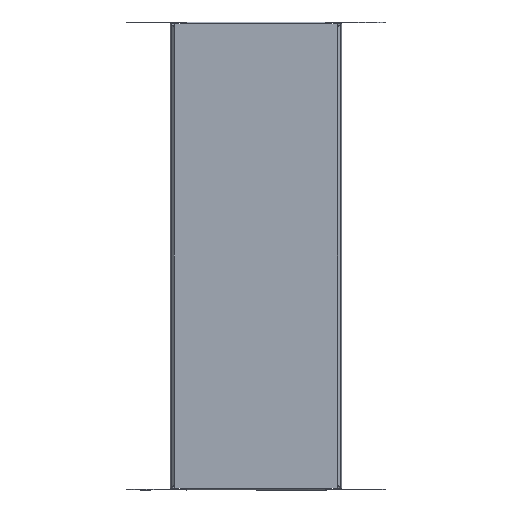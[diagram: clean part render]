
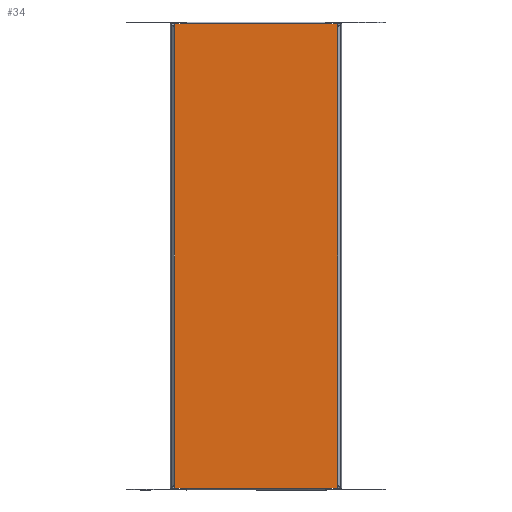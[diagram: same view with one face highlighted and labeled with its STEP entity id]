
A CAD part, front view. The second image highlights one B-rep face of the part: STEP entity #34.
In plain terms, the highlighted planar face has unit normal (0, -1, 0).
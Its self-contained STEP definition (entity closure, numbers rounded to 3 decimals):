
#34=ADVANCED_FACE('',(#134),#1524,.T.);
#134=FACE_OUTER_BOUND('',#234,.T.);
#234=EDGE_LOOP('',(#391,#392,#393,#394,#395,#396,#397,#398,#399,#400,#401,
#402));
#391=ORIENTED_EDGE('',*,*,#862,.T.);
#392=ORIENTED_EDGE('',*,*,#851,.F.);
#393=ORIENTED_EDGE('',*,*,#989,.T.);
#394=ORIENTED_EDGE('',*,*,#863,.T.);
#395=ORIENTED_EDGE('',*,*,#864,.T.);
#396=ORIENTED_EDGE('',*,*,#865,.T.);
#397=ORIENTED_EDGE('',*,*,#866,.T.);
#398=ORIENTED_EDGE('',*,*,#867,.T.);
#399=ORIENTED_EDGE('',*,*,#924,.T.);
#400=ORIENTED_EDGE('',*,*,#868,.T.);
#401=ORIENTED_EDGE('',*,*,#869,.T.);
#402=ORIENTED_EDGE('',*,*,#836,.F.);
#836=EDGE_CURVE('',#1328,#1329,#1179,.T.);
#851=EDGE_CURVE('',#1342,#1341,#1191,.T.);
#862=EDGE_CURVE('',#1328,#1341,#1198,.T.);
#863=EDGE_CURVE('',#1346,#1347,#1199,.T.);
#864=EDGE_CURVE('',#1347,#1348,#1080,.T.);
#865=EDGE_CURVE('',#1348,#1349,#1200,.T.);
#866=EDGE_CURVE('',#1349,#1350,#1201,.T.);
#867=EDGE_CURVE('',#1350,#1351,#1202,.T.);
#868=EDGE_CURVE('',#1352,#1353,#1203,.T.);
#869=EDGE_CURVE('',#1353,#1329,#1081,.T.);
#924=EDGE_CURVE('',#1351,#1352,#1105,.T.);
#989=EDGE_CURVE('',#1342,#1346,#1134,.T.);
#1080=(
BOUNDED_CURVE()
B_SPLINE_CURVE(2,(#3294,#3295,#3296),.UNSPECIFIED.,.F.,.F.)
B_SPLINE_CURVE_WITH_KNOTS((3,3),(0.,1.283),.UNSPECIFIED.)
CURVE()
GEOMETRIC_REPRESENTATION_ITEM()
RATIONAL_B_SPLINE_CURVE((1.,0.981,1.))
REPRESENTATION_ITEM('')
);
#1081=(
BOUNDED_CURVE()
B_SPLINE_CURVE(2,(#3305,#3306,#3307),.UNSPECIFIED.,.F.,.F.)
B_SPLINE_CURVE_WITH_KNOTS((3,3),(0.,1.283),.UNSPECIFIED.)
CURVE()
GEOMETRIC_REPRESENTATION_ITEM()
RATIONAL_B_SPLINE_CURVE((1.,0.981,1.))
REPRESENTATION_ITEM('')
);
#1105=(
BOUNDED_CURVE()
B_SPLINE_CURVE(2,(#3543,#3544,#3545),.UNSPECIFIED.,.F.,.F.)
B_SPLINE_CURVE_WITH_KNOTS((3,3),(0.,1.283),.UNSPECIFIED.)
CURVE()
GEOMETRIC_REPRESENTATION_ITEM()
RATIONAL_B_SPLINE_CURVE((1.,0.981,1.))
REPRESENTATION_ITEM('')
);
#1134=(
BOUNDED_CURVE()
B_SPLINE_CURVE(2,(#3789,#3790,#3791),.UNSPECIFIED.,.F.,.F.)
B_SPLINE_CURVE_WITH_KNOTS((3,3),(0.,1.283),.UNSPECIFIED.)
CURVE()
GEOMETRIC_REPRESENTATION_ITEM()
RATIONAL_B_SPLINE_CURVE((1.,0.981,1.))
REPRESENTATION_ITEM('')
);
#1179=B_SPLINE_CURVE_WITH_KNOTS('',1,(#3219,#3220),.UNSPECIFIED.,.F.,.F.,
(2,2),(0.,12.75),.UNSPECIFIED.);
#1191=B_SPLINE_CURVE_WITH_KNOTS('',1,(#3252,#3253),.UNSPECIFIED.,.F.,.F.,
(2,2),(-12.75,0.),.UNSPECIFIED.);
#1198=B_SPLINE_CURVE_WITH_KNOTS('',1,(#3290,#3291),.UNSPECIFIED.,.F.,.F.,
(2,2),(-295.,0.),.UNSPECIFIED.);
#1199=B_SPLINE_CURVE_WITH_KNOTS('',1,(#3292,#3293),.UNSPECIFIED.,.F.,.F.,
(2,2),(-181.,0.),.UNSPECIFIED.);
#1200=B_SPLINE_CURVE_WITH_KNOTS('',1,(#3297,#3298),.UNSPECIFIED.,.F.,.F.,
(2,2),(-12.75,0.),.UNSPECIFIED.);
#1201=B_SPLINE_CURVE_WITH_KNOTS('',1,(#3299,#3300),.UNSPECIFIED.,.F.,.F.,
(2,2),(-295.,0.),.UNSPECIFIED.);
#1202=B_SPLINE_CURVE_WITH_KNOTS('',1,(#3301,#3302),.UNSPECIFIED.,.F.,.F.,
(2,2),(0.,12.75),.UNSPECIFIED.);
#1203=B_SPLINE_CURVE_WITH_KNOTS('',1,(#3303,#3304),.UNSPECIFIED.,.F.,.F.,
(2,2),(-181.,0.),.UNSPECIFIED.);
#1328=VERTEX_POINT('',#3048);
#1329=VERTEX_POINT('',#3049);
#1341=VERTEX_POINT('',#3061);
#1342=VERTEX_POINT('',#3062);
#1346=VERTEX_POINT('',#3066);
#1347=VERTEX_POINT('',#3067);
#1348=VERTEX_POINT('',#3068);
#1349=VERTEX_POINT('',#3069);
#1350=VERTEX_POINT('',#3070);
#1351=VERTEX_POINT('',#3071);
#1352=VERTEX_POINT('',#3072);
#1353=VERTEX_POINT('',#3073);
#1524=PLANE('',#1590);
#1590=AXIS2_PLACEMENT_3D('',#1730,#1639,$);
#1639=DIRECTION('',(0.,-1.,0.));
#1730=CARTESIAN_POINT('',(-104.5,-1.25,297.75));
#3048=CARTESIAN_POINT('',(-104.5,-1.25,297.5));
#3049=CARTESIAN_POINT('',(-91.75,-1.25,297.5));
#3061=CARTESIAN_POINT('',(-104.5,-1.25,-297.5));
#3062=CARTESIAN_POINT('',(-91.75,-1.25,-297.5));
#3066=CARTESIAN_POINT('',(-90.5,-1.25,-297.75));
#3067=CARTESIAN_POINT('',(90.5,-1.25,-297.75));
#3068=CARTESIAN_POINT('',(91.75,-1.25,-297.5));
#3069=CARTESIAN_POINT('',(104.5,-1.25,-297.5));
#3070=CARTESIAN_POINT('',(104.5,-1.25,297.5));
#3071=CARTESIAN_POINT('',(91.75,-1.25,297.5));
#3072=CARTESIAN_POINT('',(90.5,-1.25,297.75));
#3073=CARTESIAN_POINT('',(-90.5,-1.25,297.75));
#3219=CARTESIAN_POINT('',(-104.5,-1.25,297.5));
#3220=CARTESIAN_POINT('',(-91.75,-1.25,297.5));
#3252=CARTESIAN_POINT('',(-91.75,-1.25,-297.5));
#3253=CARTESIAN_POINT('',(-104.5,-1.25,-297.5));
#3290=CARTESIAN_POINT('',(-104.5,-1.25,297.5));
#3291=CARTESIAN_POINT('',(-104.5,-1.25,-297.5));
#3292=CARTESIAN_POINT('',(-90.5,-1.25,-297.75));
#3293=CARTESIAN_POINT('',(90.5,-1.25,-297.75));
#3294=CARTESIAN_POINT('',(90.5,-1.25,-297.75));
#3295=CARTESIAN_POINT('',(91.1,-1.25,-297.5));
#3296=CARTESIAN_POINT('',(91.75,-1.25,-297.5));
#3297=CARTESIAN_POINT('',(91.75,-1.25,-297.5));
#3298=CARTESIAN_POINT('',(104.5,-1.25,-297.5));
#3299=CARTESIAN_POINT('',(104.5,-1.25,-297.5));
#3300=CARTESIAN_POINT('',(104.5,-1.25,297.5));
#3301=CARTESIAN_POINT('',(104.5,-1.25,297.5));
#3302=CARTESIAN_POINT('',(91.75,-1.25,297.5));
#3303=CARTESIAN_POINT('',(90.5,-1.25,297.75));
#3304=CARTESIAN_POINT('',(-90.5,-1.25,297.75));
#3305=CARTESIAN_POINT('',(-90.5,-1.25,297.75));
#3306=CARTESIAN_POINT('',(-91.1,-1.25,297.5));
#3307=CARTESIAN_POINT('',(-91.75,-1.25,297.5));
#3543=CARTESIAN_POINT('',(91.75,-1.25,297.5));
#3544=CARTESIAN_POINT('',(91.1,-1.25,297.5));
#3545=CARTESIAN_POINT('',(90.5,-1.25,297.75));
#3789=CARTESIAN_POINT('',(-91.75,-1.25,-297.5));
#3790=CARTESIAN_POINT('',(-91.1,-1.25,-297.5));
#3791=CARTESIAN_POINT('',(-90.5,-1.25,-297.75));
